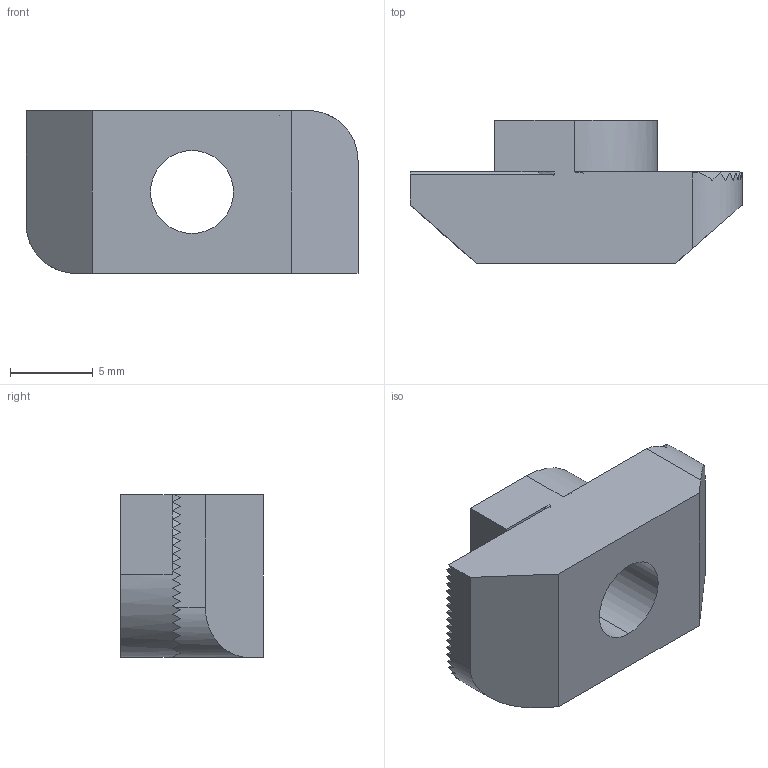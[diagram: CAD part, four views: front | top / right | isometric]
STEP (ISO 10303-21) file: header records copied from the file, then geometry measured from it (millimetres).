
FILE_DESCRIPTION (( 'STEP AP203' ), '1' );
FILE_NAME ('084.302.027.STEP', '2015-02-10T12:59:53', ( '' ), ( '' ), 'SwSTEP 2.0', 'SolidWorks 2012', '' );
FILE_SCHEMA (( 'CONFIG_CONTROL_DESIGN' ));
Length unit declared in the file: millimetre
Products named in the file (1): 084.302.027
Bounding box: 20 x 8.6 x 9.8 mm (x, y, z)
Volume: 997.5 mm3; surface area: 992.9 mm2
Topology: 1 solids, 1 shells, 166 faces, 456 edges, 292 vertices
Faces by surface type: plane 142, cylinder 24
Entity records: 5247 total; most frequent: CARTESIAN_POINT 1221, ORIENTED_EDGE 912, DIRECTION 742, EDGE_CURVE 456, LINE 300, VECTOR 300, VERTEX_POINT 292, AXIS2_PLACEMENT_3D 221
